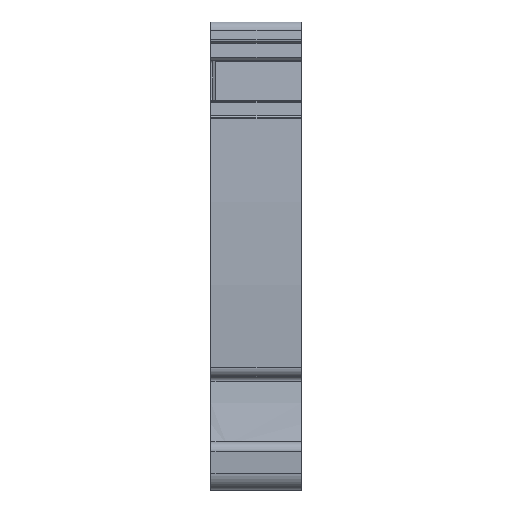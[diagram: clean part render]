
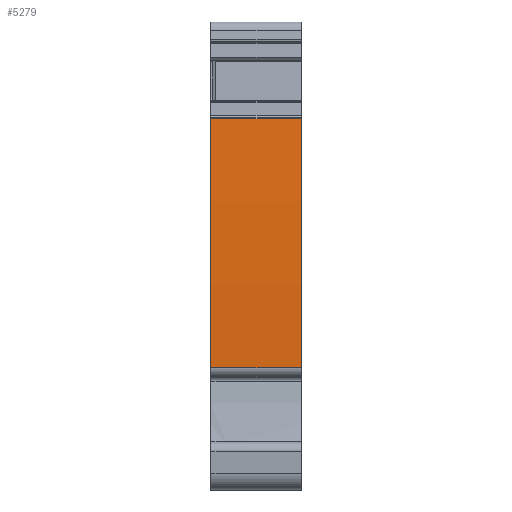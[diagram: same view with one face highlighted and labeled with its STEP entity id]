
A CAD part, front view. The second image highlights one B-rep face of the part: STEP entity #5279.
In plain terms, the highlighted cylindrical face has radius 230.64 mm (diameter 461.28 mm), a partial arc.
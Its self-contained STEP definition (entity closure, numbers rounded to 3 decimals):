
#936=AXIS2_PLACEMENT_3D('Circle Axis2P3D',#934,#935,$) ;
#4427=AXIS2_PLACEMENT_3D('Cylinder Axis2P3D',#4424,#4425,#4426) ;
#5263=AXIS2_PLACEMENT_3D('Circle Axis2P3D',#5261,#5262,$) ;
#931=CARTESIAN_POINT('Vertex',(10.,1.798,40.814)) ;
#934=CARTESIAN_POINT('Axis2P3D Location',(10.,231.898,25.05)) ;
#938=CARTESIAN_POINT('Vertex',(10.,1.55,13.45)) ;
#4424=CARTESIAN_POINT('Axis2P3D Location',(5.,231.898,25.05)) ;
#5246=CARTESIAN_POINT('Vertex',(0.,1.798,40.814)) ;
#5249=CARTESIAN_POINT('Line Origine',(5.,1.798,40.814)) ;
#5261=CARTESIAN_POINT('Axis2P3D Location',(0.,231.898,25.05)) ;
#5265=CARTESIAN_POINT('Vertex',(0.,1.55,13.45)) ;
#5268=CARTESIAN_POINT('Line Origine',(5.,1.55,13.45)) ;
#935=DIRECTION('Axis2P3D Direction',(1.,0.,0.)) ;
#4425=DIRECTION('Axis2P3D Direction',(1.,0.,0.)) ;
#4426=DIRECTION('Axis2P3D XDirection',(0.,-0.994,0.111)) ;
#5250=DIRECTION('Vector Direction',(1.,0.,0.)) ;
#5262=DIRECTION('Axis2P3D Direction',(1.,0.,0.)) ;
#5269=DIRECTION('Vector Direction',(1.,0.,0.)) ;
#5251=VECTOR('Line Direction',#5250,1.) ;
#5270=VECTOR('Line Direction',#5269,1.) ;
#5274=ORIENTED_EDGE('',*,*,#5253,.T.) ;
#5275=ORIENTED_EDGE('',*,*,#5267,.T.) ;
#5276=ORIENTED_EDGE('',*,*,#5272,.F.) ;
#5277=ORIENTED_EDGE('',*,*,#940,.F.) ;
#5279=ADVANCED_FACE('V1',(#5278),#4428,.T.) ;
#937=CIRCLE('generated circle',#936,230.64) ;
#5264=CIRCLE('generated circle',#5263,230.64) ;
#4428=CYLINDRICAL_SURFACE('generated cylinder',#4427,230.64) ;
#940=EDGE_CURVE('',#932,#939,#937,.T.) ;
#5253=EDGE_CURVE('',#932,#5247,#5252,.F.) ;
#5267=EDGE_CURVE('',#5247,#5266,#5264,.T.) ;
#5272=EDGE_CURVE('',#939,#5266,#5271,.F.) ;
#5273=EDGE_LOOP('',(#5274,#5275,#5276,#5277)) ;
#5278=FACE_OUTER_BOUND('',#5273,.T.) ;
#5252=LINE('Line',#5249,#5251) ;
#5271=LINE('Line',#5268,#5270) ;
#932=VERTEX_POINT('',#931) ;
#939=VERTEX_POINT('',#938) ;
#5247=VERTEX_POINT('',#5246) ;
#5266=VERTEX_POINT('',#5265) ;
